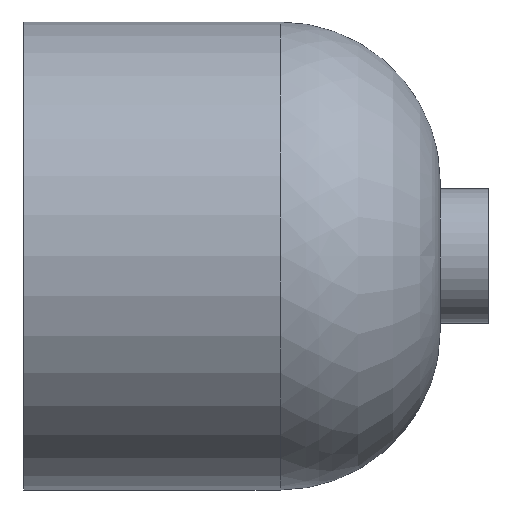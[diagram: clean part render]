
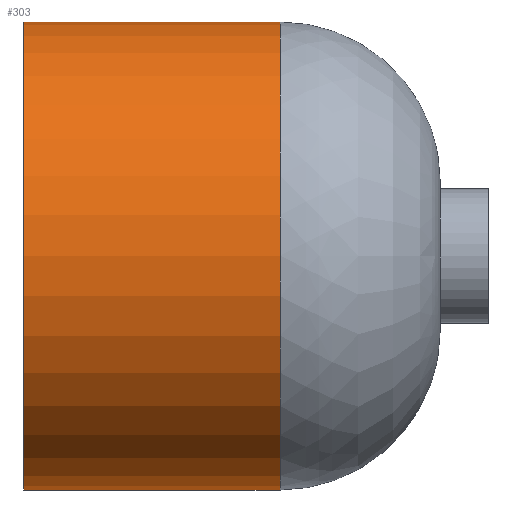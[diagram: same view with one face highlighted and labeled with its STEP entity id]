
A CAD part, top view. The second image highlights one B-rep face of the part: STEP entity #303.
In plain terms, the highlighted free-form (B-spline) face has degree [1, 3] with [2, 7] control points.
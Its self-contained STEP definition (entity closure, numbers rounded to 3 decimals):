
#16=CARTESIAN_POINT('#16',(50.,73.,0.0));
#17=VERTEX_POINT('#17',#16);
#18=CARTESIAN_POINT('#18',(-30.,73.,0.0));
#19=VERTEX_POINT('#19',#18);
#20=CARTESIAN_POINT('#20',(-30.,-73.,0.0));
#21=VERTEX_POINT('#21',#20);
#22=CARTESIAN_POINT('#22',(50.,-73.,0.0));
#23=VERTEX_POINT('#23',#22);
#64=CARTESIAN_POINT('#64',(50.,73.,0.0));
#65=DIRECTION('#65',(-1.,0.0,0.0));
#66=VECTOR('#66',#65,80.);
#67=LINE('#67',#64,#66);
#68=CARTESIAN_POINT('#68',(-30.,0.0,0.0));
#69=DIRECTION('#69',(1.0,0.0,0.0));
#70=DIRECTION('#70',(0.0,0.0,-1.));
#71=AXIS2_PLACEMENT_3D('#71',#68,#69,#70);
#72=CIRCLE('#72',#71,73.);
#73=CARTESIAN_POINT('#73',(50.,-73.,0.0));
#74=DIRECTION('#74',(-1.,0.0,0.0));
#75=VECTOR('#75',#74,80.);
#76=LINE('#76',#73,#75);
#77=CARTESIAN_POINT('#77',(50.,0.0,0.0));
#78=DIRECTION('#78',(1.0,0.0,0.0));
#79=DIRECTION('#79',(0.0,0.0,-1.));
#80=AXIS2_PLACEMENT_3D('#80',#77,#78,#79);
#81=CIRCLE('#81',#80,73.);
#244=EDGE_CURVE('#244',#17,#19,#67,.T.);
#245=EDGE_CURVE('#245',#19,#21,#72,.T.);
#246=EDGE_CURVE('#246',#23,#21,#76,.T.);
#247=EDGE_CURVE('#247',#17,#23,#81,.T.);
#282=ORIENTED_EDGE('#282',*,*,#244,.T.);
#283=ORIENTED_EDGE('#283',*,*,#245,.T.);
#284=ORIENTED_EDGE('#284',*,*,#246,.F.);
#285=ORIENTED_EDGE('#285',*,*,#247,.F.);
#286=EDGE_LOOP('#286',(#282,#283,#284,#285));
#287=FACE_BOUND('#287',#286,.T.);
#288=CARTESIAN_POINT('#288',(50.,73.,0.0));
#289=CARTESIAN_POINT('#289',(50.,73.,42.774));
#290=CARTESIAN_POINT('#290',(50.,42.751,73.));
#291=CARTESIAN_POINT('#291',(50.,0.0,73.));
#292=CARTESIAN_POINT('#292',(50.,-42.751,73.));
#293=CARTESIAN_POINT('#293',(50.,-73.,42.774));
#294=CARTESIAN_POINT('#294',(50.,-73.,0.0));
#295=CARTESIAN_POINT('#295',(-30.,73.,0.0));
#296=CARTESIAN_POINT('#296',(-30.,73.,42.774));
#297=CARTESIAN_POINT('#297',(-30.,42.751,73.));
#298=CARTESIAN_POINT('#298',(-30.,0.0,73.));
#299=CARTESIAN_POINT('#299',(-30.,-42.751,73.));
#300=CARTESIAN_POINT('#300',(-30.,-73.,42.774));
#301=CARTESIAN_POINT('#301',(-30.,-73.,0.0));
#302=(BOUNDED_SURFACE()B_SPLINE_SURFACE(1,3,((#288,#289,#290,#291,#292,#293,#294
),(#295,#296,#297,#298,#299,#300,#301)),.UNSPECIFIED.,.F.,.F.,.F.)
B_SPLINE_SURFACE_WITH_KNOTS((2,2),(4,3,4),(0.001,0.999),(
0.001,0.5,0.999),.UNSPECIFIED.)GEOMETRIC_REPRESENTATION_ITEM()
RATIONAL_B_SPLINE_SURFACE(((0.999,0.804,0.804,1.0,
0.804,0.804,0.999),(0.999,0.804,
0.804,1.0,0.804,0.804,0.999)))
REPRESENTATION_ITEM('#302')SURFACE());
#303=ADVANCED_FACE('#303',(#287),#302,.T.);
